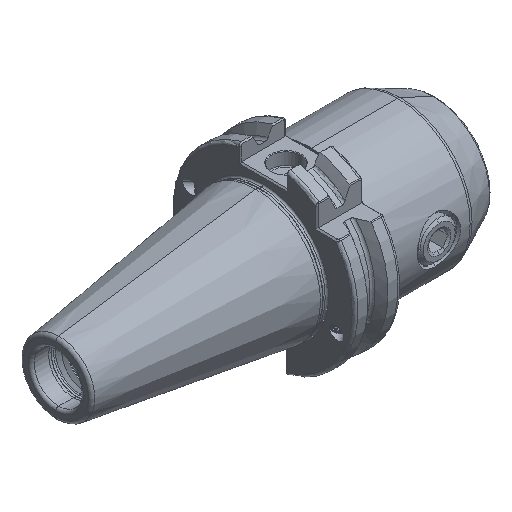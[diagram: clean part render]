
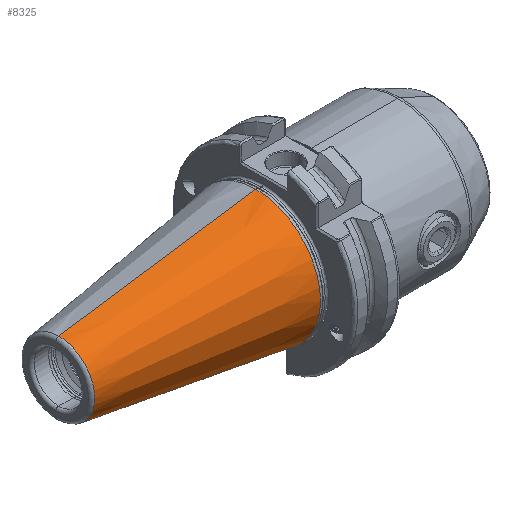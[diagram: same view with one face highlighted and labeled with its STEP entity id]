
A CAD part, isometric view. The second image highlights one B-rep face of the part: STEP entity #8325.
In plain terms, the highlighted conical face has half-angle 8.297 degrees and reference radius 22.692 mm.
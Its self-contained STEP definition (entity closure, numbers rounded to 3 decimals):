
#851 = EDGE_CURVE ( 'NONE', #20010, #19961, #3944, .T. ) ;
#855 = EDGE_CURVE ( 'NONE', #19966, #19980, #3988, .T. ) ;
#1229 = AXIS2_PLACEMENT_3D ( 'NONE', #4748, #4792, #4789 ) ;
#1726 = EDGE_CURVE ( 'NONE', #20010, #19966, #9989, .T. ) ;
#1742 = EDGE_CURVE ( 'NONE', #19961, #19980, #10032, .T. ) ;
#3944 = CIRCLE ( 'NONE', #14206, 12.4 ) ;
#3988 = CIRCLE ( 'NONE', #14212, 22.327 ) ;
#4748 = CARTESIAN_POINT ( 'NONE',  ( 0., 0., 0. ) ) ;
#4789 = DIRECTION ( 'NONE',  ( 0., 0., -1. ) ) ;
#4792 = DIRECTION ( 'NONE',  ( 1., 0., 0. ) ) ;
#6111 = ORIENTED_EDGE ( 'NONE', *, *, #851, .T. ) ;
#6120 = ORIENTED_EDGE ( 'NONE', *, *, #1726, .F. ) ;
#6171 = ORIENTED_EDGE ( 'NONE', *, *, #855, .F. ) ;
#6178 = ORIENTED_EDGE ( 'NONE', *, *, #1742, .T. ) ;
#6816 = CARTESIAN_POINT ( 'NONE',  ( -2.5, 0., -22.327 ) ) ;
#6843 = CARTESIAN_POINT ( 'NONE',  ( -70.573, 0., -12.4 ) ) ;
#6858 = CARTESIAN_POINT ( 'NONE',  ( -2.5, 0., 22.327 ) ) ;
#6914 = CARTESIAN_POINT ( 'NONE',  ( -70.573, 0., 12.4 ) ) ;
#7330 = DIRECTION ( 'NONE',  ( 0.99, 0., 0.144 ) ) ;
#7339 = CARTESIAN_POINT ( 'NONE',  ( 0., 0., 22.692 ) ) ;
#7455 = CARTESIAN_POINT ( 'NONE',  ( 0., 0., -22.692 ) ) ;
#7462 = DIRECTION ( 'NONE',  ( 0.99, 0., -0.144 ) ) ;
#8325 = ADVANCED_FACE ( 'NONE', ( #10283 ), #10322, .T. ) ;
#9970 = VECTOR ( 'NONE', #7330, 1000. ) ;
#9989 = LINE ( 'NONE', #7339, #9970 ) ;
#10022 = VECTOR ( 'NONE', #7462, 1000. ) ;
#10032 = LINE ( 'NONE', #7455, #10022 ) ;
#10283 = FACE_OUTER_BOUND ( 'NONE', #22998, .T. ) ;
#10322 = CONICAL_SURFACE ( 'NONE', #1229, 22.692, 0.145 ) ;
#14206 = AXIS2_PLACEMENT_3D ( 'NONE', #17178, #17197, #17175 ) ;
#14212 = AXIS2_PLACEMENT_3D ( 'NONE', #17411, #17408, #17442 ) ;
#17175 = DIRECTION ( 'NONE',  ( 0., 0., 1. ) ) ;
#17178 = CARTESIAN_POINT ( 'NONE',  ( -70.573, 0., 0. ) ) ;
#17197 = DIRECTION ( 'NONE',  ( 1., 0., 0. ) ) ;
#17408 = DIRECTION ( 'NONE',  ( 1., 0., 0. ) ) ;
#17411 = CARTESIAN_POINT ( 'NONE',  ( -2.5, 0., 0. ) ) ;
#17442 = DIRECTION ( 'NONE',  ( 0., 0., -1. ) ) ;
#19961 = VERTEX_POINT ( 'NONE', #6843 ) ;
#19966 = VERTEX_POINT ( 'NONE', #6858 ) ;
#19980 = VERTEX_POINT ( 'NONE', #6816 ) ;
#20010 = VERTEX_POINT ( 'NONE', #6914 ) ;
#22998 = EDGE_LOOP ( 'NONE', ( #6120, #6111, #6178, #6171 ) ) ;
